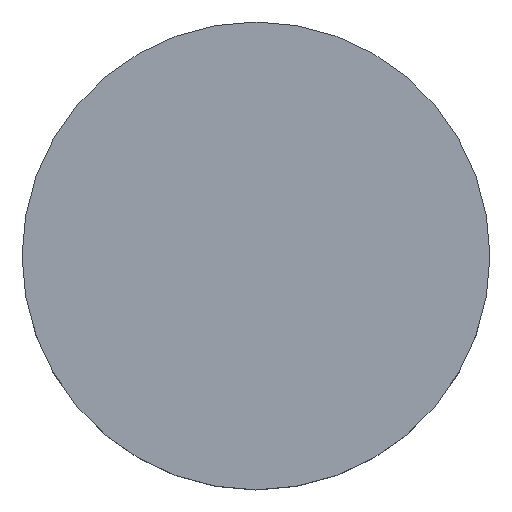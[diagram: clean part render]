
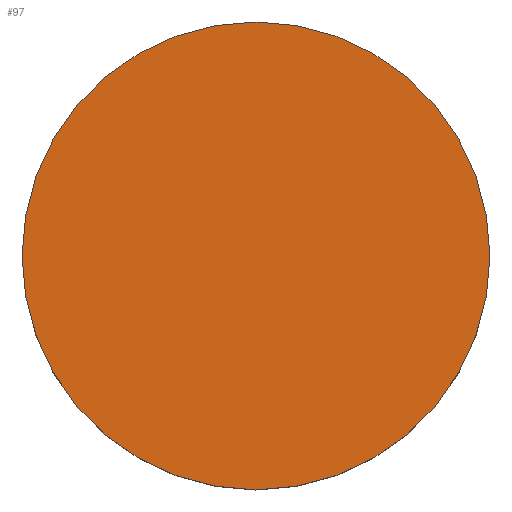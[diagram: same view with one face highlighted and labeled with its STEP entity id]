
A CAD part, top view. The second image highlights one B-rep face of the part: STEP entity #97.
In plain terms, the highlighted planar face has unit normal (0, 0, 1).
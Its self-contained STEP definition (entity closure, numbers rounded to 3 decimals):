
#12 = CIRCLE ( 'NONE', #117, 6.35 ) ;
#16 = VERTEX_POINT ( 'NONE', #84 ) ;
#23 = CARTESIAN_POINT ( 'NONE',  ( -6.35, 0., 2.4 ) ) ;
#38 = EDGE_LOOP ( 'NONE', ( #160, #63 ) ) ;
#40 = DIRECTION ( 'NONE',  ( 1., 0., 0. ) ) ;
#41 = VERTEX_POINT ( 'NONE', #23 ) ;
#42 = EDGE_CURVE ( 'NONE', #41, #16, #231, .T. ) ;
#62 = DIRECTION ( 'NONE',  ( 1., 0., 0. ) ) ;
#63 = ORIENTED_EDGE ( 'NONE', *, *, #42, .F. ) ;
#65 = CARTESIAN_POINT ( 'NONE',  ( 0., 0., 2.4 ) ) ;
#70 = FACE_OUTER_BOUND ( 'NONE', #38, .T. ) ;
#81 = PLANE ( 'NONE',  #149 ) ;
#84 = CARTESIAN_POINT ( 'NONE',  ( 6.35, 0., 2.4 ) ) ;
#86 = DIRECTION ( 'NONE',  ( 0., 0., -1. ) ) ;
#97 = ADVANCED_FACE ( 'NONE', ( #70 ), #81, .T. ) ;
#101 = CARTESIAN_POINT ( 'NONE',  ( 0., 0., 2.4 ) ) ;
#102 = CARTESIAN_POINT ( 'NONE',  ( 0., 13.158, 2.4 ) ) ;
#117 = AXIS2_PLACEMENT_3D ( 'NONE', #65, #86, #216 ) ;
#135 = AXIS2_PLACEMENT_3D ( 'NONE', #101, #155, #62 ) ;
#138 = DIRECTION ( 'NONE',  ( 0., 0., 1. ) ) ;
#149 = AXIS2_PLACEMENT_3D ( 'NONE', #102, #138, #40 ) ;
#155 = DIRECTION ( 'NONE',  ( 0., 0., -1. ) ) ;
#160 = ORIENTED_EDGE ( 'NONE', *, *, #174, .F. ) ;
#174 = EDGE_CURVE ( 'NONE', #16, #41, #12, .T. ) ;
#216 = DIRECTION ( 'NONE',  ( 1., 0., 0. ) ) ;
#231 = CIRCLE ( 'NONE', #135, 6.35 ) ;
